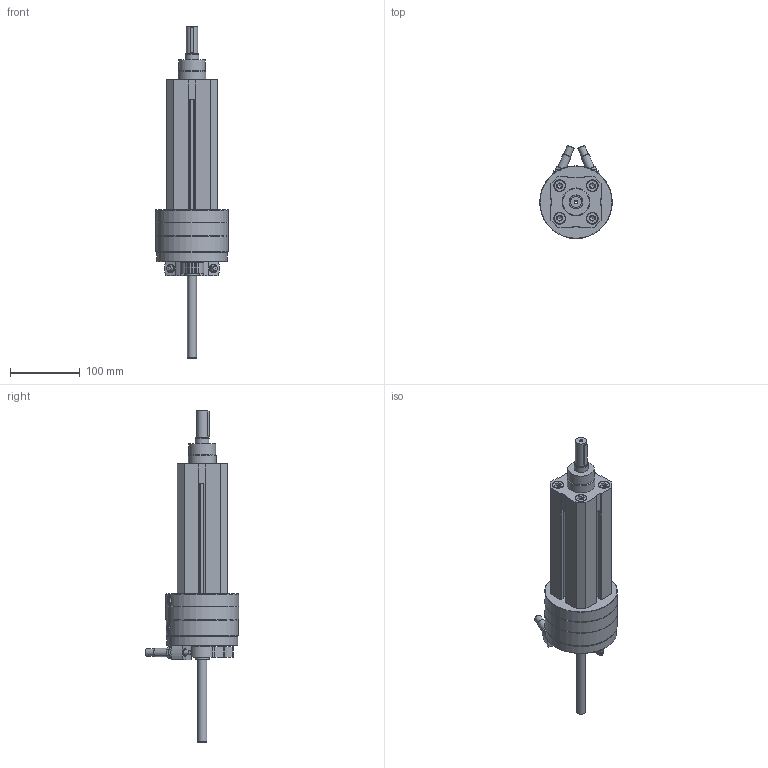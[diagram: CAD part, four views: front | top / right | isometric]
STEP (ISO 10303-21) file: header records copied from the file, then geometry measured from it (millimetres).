
FILE_DESCRIPTION(/* description */ ('STEP AP214'),/* implementation_level */ '2;1');
FILE_NAME(/* name */ '556712_DSL-32-80-270-CC-A-S20-KF-B',/* time_stamp */ '2024-08-21T16:52:49+02:00',/* author */ ('License CC BY-ND 4.0'),/* organization */ ('CADENAS'),/* preprocessor_version */ 'ST-DEVELOPER v19.3',/* originating_system */ 'PARTsolutions',/* authorisation */ ' ');
FILE_SCHEMA (('AUTOMOTIVE_DESIGN {1 0 10303 214 3 1 1}'));
Length unit declared in the file: millimetre
Products named in the file (11): 556712 DSL-32-80-270-CC-A-S20-KF-B---(0_0); 556712 DSL-32-80-270-CC-A-S20-KF-B-80_bz; 704065 DSM-32-BR---(HZ); 548013 DYSC-8-8-Y1F---(SD_0); 342622 DSM-32_NS; DIN-912 - M6x25(F); 348987 SPZ-20 M12X1-4-15; 704064 DSM-32-BL---(HZ); 556712 DSL-80-0_k_kf; 306998 DSL; Shim ring DIN 988 20x28x2
Assembly tree (16 placements, depth 2):
  556712 DSL-32-80-270-CC-A-S20-KF-B---(0_0)
    556712 DSL-32-80-270-CC-A-S20-KF-B-80_bz
    704065 DSM-32-BR---(HZ)
    548013 DYSC-8-8-Y1F---(SD_0)  x2
    342622 DSM-32_NS  x2
    DIN-912 - M6x25(F)  x2
    348987 SPZ-20 M12X1-4-15  x4
    704064 DSM-32-BL---(HZ)
    556712 DSL-80-0_k_kf
    306998 DSL
    Shim ring DIN 988 20x28x2
Bounding box: 104 x 133.41 x 475 mm (x, y, z)
Volume: 1462995.6 mm3; surface area: 213232.9 mm2
Topology: 16 solids, 16 shells, 555 faces, 1335 edges, 845 vertices
Faces by surface type: plane 291, cylinder 173, cone 89, sphere 2
Full cylindrical faces by diameter (mm): 1.567 x2, 1.9 x2, 4 x4, 4.2 x1, 4.917 x2, 5.917 x1, 6 x2, 6.6 x2, 6.647 x4, 7 x4, 8 x4, 8.566 x4, 10 x2, 10.4 x2, 10.917 x6, 11 x2, 12 x2, 13 x2, 15 x4, 16 x1, 17 x4, 20 x5, 28 x1, 38 x1, 40 x1, 43 x1, 49 x1, 63 x1, 72 x1, 98.5 x1
Entity records: 13020 total; most frequent: CARTESIAN_POINT 2318, DIRECTION 2261, ORIENTED_EDGE 1932, EDGE_CURVE 966, AXIS2_PLACEMENT_3D 853, VERTEX_POINT 686, FACE_BOUND 634, EDGE_LOOP 627
